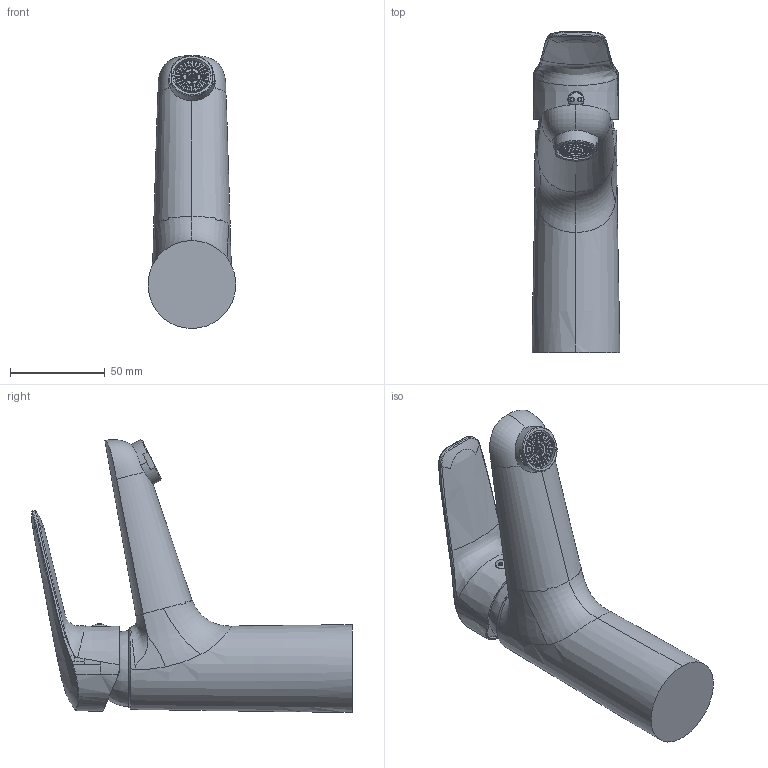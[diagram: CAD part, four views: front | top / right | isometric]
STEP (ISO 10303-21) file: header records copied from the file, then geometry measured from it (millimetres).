
FILE_DESCRIPTION (( 'STEP AP214' ), '1' );
FILE_NAME ('BMO_X20M - S.STEP', '2022-01-20T08:57:07', ( '' ), ( '' ), 'SwSTEP 2.0', 'SolidWorks 2018', '' );
FILE_SCHEMA (( 'AUTOMOTIVE_DESIGN' ));
Length unit declared in the file: millimetre
Products named in the file (1): BMO_X20M - S
Bounding box: 46.33 x 169.62 x 144.23 mm (x, y, z)
Volume: 283669.2 mm3; surface area: 60269 mm2
Topology: 6 solids, 9 shells, 521 faces, 1412 edges, 926 vertices
Faces by surface type: plane 177, bspline 172, cylinder 161, cone 7, torus 4
Entity records: 163469 total; most frequent: CARTESIAN_POINT 145918, ORIENTED_EDGE 2812, DIRECTION 1936, EDGE_CURVE 1406, VERTEX_POINT 926, AXIS2_PLACEMENT_3D 692, EDGE_LOOP 606, LINE 552
